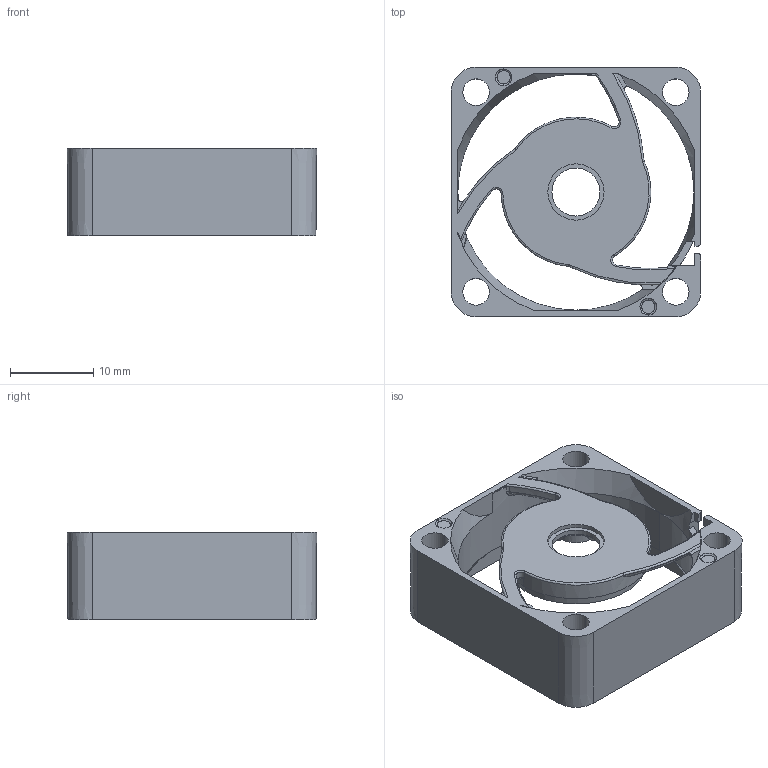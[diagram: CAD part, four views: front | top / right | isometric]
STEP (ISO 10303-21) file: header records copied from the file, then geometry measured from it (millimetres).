
FILE_DESCRIPTION (( 'STEP AP203' ), '1' );
FILE_NAME ('OD3010_m0_frame.stp', '2022-05-31T16:44:23', ( '' ), ( '' ), 'SwSTEP 2.0', 'SolidWorks 2018', '' );
FILE_SCHEMA (( 'CONFIG_CONTROL_DESIGN' ));
Length unit declared in the file: millimetre
Products named in the file (1): OD3010_m0_frame
Bounding box: 30.01 x 30 x 10.5 mm (x, y, z)
Volume: 2226 mm3; surface area: 4467.1 mm2
Topology: 1 solids, 1 shells, 251 faces, 659 edges, 420 vertices
Faces by surface type: cylinder 87, plane 83, torus 36, cone 33, bspline 12
Entity records: 9401 total; most frequent: CARTESIAN_POINT 3449, ORIENTED_EDGE 1318, DIRECTION 1134, EDGE_CURVE 659, AXIS2_PLACEMENT_3D 485, VERTEX_POINT 420, EDGE_LOOP 277, FACE_OUTER_BOUND 251
